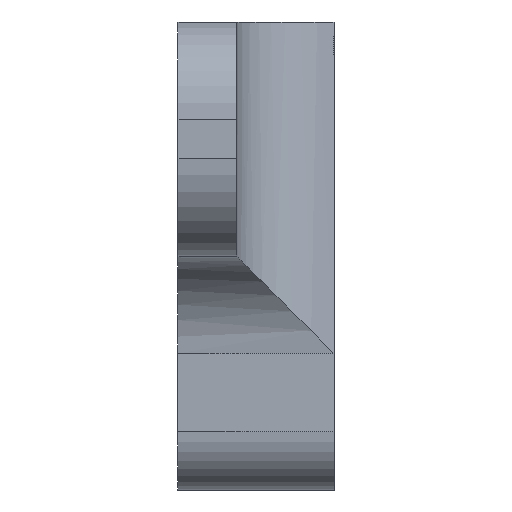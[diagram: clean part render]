
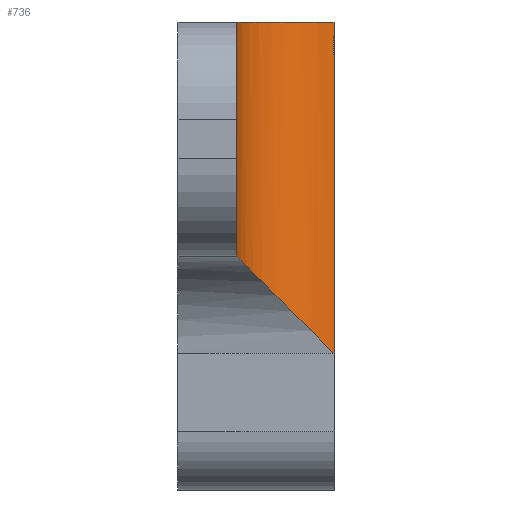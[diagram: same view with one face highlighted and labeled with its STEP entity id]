
A CAD part, left-side view. The second image highlights one B-rep face of the part: STEP entity #736.
In plain terms, the highlighted cylindrical face has radius 5 mm (diameter 10 mm), a partial arc.
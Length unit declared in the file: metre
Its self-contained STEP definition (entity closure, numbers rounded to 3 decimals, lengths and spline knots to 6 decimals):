
#21=ELLIPSE('',#815,0.007071,0.005);
#30=CYLINDRICAL_SURFACE('',#814,0.005);
#53=LINE('',#1072,#127);
#94=LINE('',#1173,#168);
#127=VECTOR('',#848,1.);
#168=VECTOR('',#931,1.);
#360=ORIENTED_EDGE('',*,*,#431,.F.);
#361=ORIENTED_EDGE('',*,*,#454,.F.);
#362=ORIENTED_EDGE('',*,*,#483,.F.);
#363=ORIENTED_EDGE('',*,*,#404,.T.);
#404=EDGE_CURVE('',#486,#504,#53,.T.);
#431=EDGE_CURVE('',#530,#504,#559,.F.);
#454=EDGE_CURVE('',#537,#530,#94,.F.);
#483=EDGE_CURVE('',#486,#537,#21,.T.);
#486=VERTEX_POINT('',#1035);
#504=VERTEX_POINT('',#1071);
#530=VERTEX_POINT('',#1130);
#537=VERTEX_POINT('',#1154);
#559=CIRCLE('',#769,0.005);
#620=EDGE_LOOP('',(#360,#361,#362,#363));
#670=FACE_BOUND('',#620,.T.);
#736=ADVANCED_FACE('',(#670),#30,.F.);
#769=AXIS2_PLACEMENT_3D('',#1131,#891,#892);
#814=AXIS2_PLACEMENT_3D('',#1231,#1015,#1016);
#815=AXIS2_PLACEMENT_3D('',#1232,#1017,#1018);
#848=DIRECTION('',(0.,0.,1.));
#891=DIRECTION('',(0.,0.,1.));
#892=DIRECTION('',(1.,0.,0.));
#931=DIRECTION('',(0.,0.,-1.));
#1015=DIRECTION('',(0.,0.,1.));
#1016=DIRECTION('',(1.,0.,0.));
#1017=DIRECTION('',(0.,-0.707,0.707));
#1018=DIRECTION('',(0.,0.707,0.707));
#1035=CARTESIAN_POINT('',(-0.0495,0.00195,-0.073));
#1071=CARTESIAN_POINT('',(-0.0495,0.00195,-0.056));
#1072=CARTESIAN_POINT('',(-0.0495,0.00195,-0.062));
#1130=CARTESIAN_POINT('',(-0.0545,0.00695,-0.056));
#1131=CARTESIAN_POINT('',(-0.0545,0.00195,-0.056));
#1154=CARTESIAN_POINT('',(-0.0545,0.00695,-0.068));
#1173=CARTESIAN_POINT('',(-0.0545,0.00695,-0.056));
#1231=CARTESIAN_POINT('',(-0.0545,0.00195,-0.062));
#1232=CARTESIAN_POINT('',(-0.0545,0.00195,-0.073));
